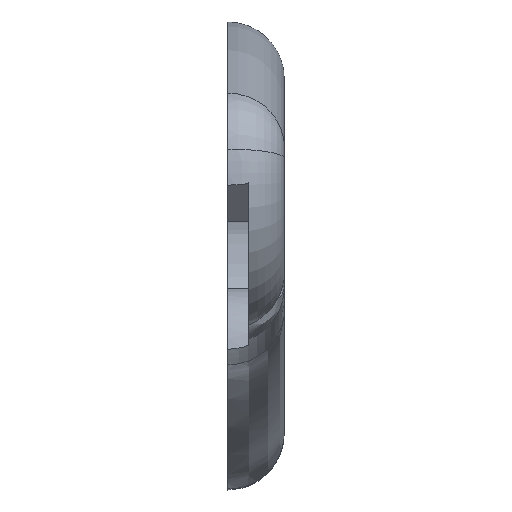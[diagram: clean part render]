
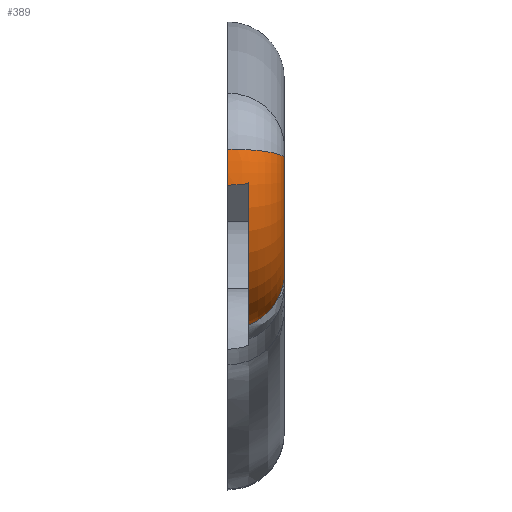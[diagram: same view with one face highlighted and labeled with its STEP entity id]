
A CAD part, top view. The second image highlights one B-rep face of the part: STEP entity #389.
In plain terms, the highlighted toroidal (fillet/blend) face has major radius 13.94 mm and minor radius 8 mm.
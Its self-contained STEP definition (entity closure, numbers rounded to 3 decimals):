
#115 = EDGE_CURVE ( 'NONE', #208, #2309, #2781, .T. ) ;
#124 = CIRCLE ( 'NONE', #1055, 8. ) ;
#136 = CARTESIAN_POINT ( 'NONE',  ( -7.479, 8.295, 23.905 ) ) ;
#144 = EDGE_CURVE ( 'NONE', #2198, #694, #124, .T. ) ;
#161 = CARTESIAN_POINT ( 'NONE',  ( -5.969, 8.384, 23.665 ) ) ;
#167 = EDGE_CURVE ( 'NONE', #489, #502, #1794, .T. ) ;
#200 = CARTESIAN_POINT ( 'NONE',  ( 0., -4.164, 4.345 ) ) ;
#208 = VERTEX_POINT ( 'NONE', #626 ) ;
#285 = CARTESIAN_POINT ( 'NONE',  ( 0., 9.883, 2.023 ) ) ;
#316 = DIRECTION ( 'NONE',  ( 0., 0., -1. ) ) ;
#379 = CARTESIAN_POINT ( 'NONE',  ( -0.039, -4.754, 3.661 ) ) ;
#383 = VERTEX_POINT ( 'NONE', #1042 ) ;
#389 = ADVANCED_FACE ( 'NONE', ( #590 ), #398, .T. ) ;
#398 = TOROIDAL_SURFACE ( 'NONE', #442, 13.94, 8. ) ;
#442 = AXIS2_PLACEMENT_3D ( 'NONE', #1268, #2154, #1926 ) ;
#449 = CARTESIAN_POINT ( 'NONE',  ( -8., 13.373, 23.683 ) ) ;
#453 = CARTESIAN_POINT ( 'NONE',  ( -4.937, -11.426, 2.954 ) ) ;
#489 = VERTEX_POINT ( 'NONE', #2496 ) ;
#490 = CARTESIAN_POINT ( 'NONE',  ( -5., 8.508, 23.334 ) ) ;
#502 = VERTEX_POINT ( 'NONE', #490 ) ;
#514 = CARTESIAN_POINT ( 'NONE',  ( -2.496, -9.876, 3.14 ) ) ;
#559 = DIRECTION ( 'NONE',  ( 0., 0., -1. ) ) ;
#587 = CARTESIAN_POINT ( 'NONE',  ( -0.039, -4.754, 3.661 ) ) ;
#590 = FACE_OUTER_BOUND ( 'NONE', #618, .T. ) ;
#618 = EDGE_LOOP ( 'NONE', ( #2526, #1272, #1139, #1702, #2158, #1045, #2695, #955 ) ) ;
#626 = CARTESIAN_POINT ( 'NONE',  ( -4.937, -11.426, 2.954 ) ) ;
#634 = CIRCLE ( 'NONE', #728, 21.356 ) ;
#640 = CARTESIAN_POINT ( 'NONE',  ( -1.157, -8.168, 3.33 ) ) ;
#681 = AXIS2_PLACEMENT_3D ( 'NONE', #285, #1660, #316 ) ;
#694 = VERTEX_POINT ( 'NONE', #1400 ) ;
#717 = B_SPLINE_CURVE_WITH_KNOTS ( 'NONE', 3,
 ( #833, #200, #1503, #587 ),
 .UNSPECIFIED., .F., .F.,
 ( 4, 4 ),
 ( 0., 0.001 ),
 .UNSPECIFIED. ) ;
#728 = AXIS2_PLACEMENT_3D ( 'NONE', #995, #1883, #559 ) ;
#747 = DIRECTION ( 'NONE',  ( 1., 0., 0. ) ) ;
#759 = CARTESIAN_POINT ( 'NONE',  ( -5., -11.448, 3.054 ) ) ;
#777 = CARTESIAN_POINT ( 'NONE',  ( -8., 9.883, 2.023 ) ) ;
#780 = AXIS2_PLACEMENT_3D ( 'NONE', #777, #747, #2577 ) ;
#805 = CARTESIAN_POINT ( 'NONE',  ( -5.48, 8.437, 23.524 ) ) ;
#819 = CARTESIAN_POINT ( 'NONE',  ( -0.296, -6.171, 3.533 ) ) ;
#833 = CARTESIAN_POINT ( 'NONE',  ( 0., -3.809, 4.636 ) ) ;
#955 = ORIENTED_EDGE ( 'NONE', *, *, #115, .T. ) ;
#962 = EDGE_CURVE ( 'NONE', #383, #694, #2276, .T. ) ;
#995 = CARTESIAN_POINT ( 'NONE',  ( -5., 9.883, 2.023 ) ) ;
#996 = CARTESIAN_POINT ( 'NONE',  ( -4.937, -11.426, 2.954 ) ) ;
#1042 = CARTESIAN_POINT ( 'NONE',  ( 0., -3.809, 4.636 ) ) ;
#1045 = ORIENTED_EDGE ( 'NONE', *, *, #1731, .T. ) ;
#1055 = AXIS2_PLACEMENT_3D ( 'NONE', #2167, #1968, #1711 ) ;
#1082 = CARTESIAN_POINT ( 'NONE',  ( -0.402, -6.52, 3.499 ) ) ;
#1115 = CARTESIAN_POINT ( 'NONE',  ( -4.958, -11.434, 2.987 ) ) ;
#1132 = CARTESIAN_POINT ( 'NONE',  ( -4.979, -11.441, 3.021 ) ) ;
#1139 = ORIENTED_EDGE ( 'NONE', *, *, #144, .F. ) ;
#1253 = B_SPLINE_CURVE_WITH_KNOTS ( 'NONE', 3,
 ( #759, #1132, #1115, #453 ),
 .UNSPECIFIED., .F., .F.,
 ( 4, 4 ),
 ( 0., 0. ),
 .UNSPECIFIED. ) ;
#1268 = CARTESIAN_POINT ( 'NONE',  ( -8., 9.883, 2.023 ) ) ;
#1272 = ORIENTED_EDGE ( 'NONE', *, *, #962, .T. ) ;
#1280 = CARTESIAN_POINT ( 'NONE',  ( -0.66, -7.201, 3.431 ) ) ;
#1293 = CARTESIAN_POINT ( 'NONE',  ( -8., 8.295, 23.905 ) ) ;
#1307 = CARTESIAN_POINT ( 'NONE',  ( -0.811, -7.531, 3.398 ) ) ;
#1400 = CARTESIAN_POINT ( 'NONE',  ( 0., 12.101, 15.785 ) ) ;
#1407 = CARTESIAN_POINT ( 'NONE',  ( -1.996, -9.357, 3.2 ) ) ;
#1490 = CARTESIAN_POINT ( 'NONE',  ( -0.132, -5.469, 3.598 ) ) ;
#1503 = CARTESIAN_POINT ( 'NONE',  ( -0.016, -4.478, 4.019 ) ) ;
#1660 = DIRECTION ( 'NONE',  ( -1., 0., 0. ) ) ;
#1666 = CIRCLE ( 'NONE', #780, 21.94 ) ;
#1681 = CARTESIAN_POINT ( 'NONE',  ( -3.355, -10.553, 3.06 ) ) ;
#1685 = EDGE_CURVE ( 'NONE', #2198, #489, #1666, .T. ) ;
#1702 = ORIENTED_EDGE ( 'NONE', *, *, #1685, .T. ) ;
#1711 = DIRECTION ( 'NONE',  ( 0., -0.159, -0.987 ) ) ;
#1731 = EDGE_CURVE ( 'NONE', #502, #1930, #634, .T. ) ;
#1794 = B_SPLINE_CURVE_WITH_KNOTS ( 'NONE', 3,
 ( #1293, #136, #2179, #161, #805, #2645 ),
 .UNSPECIFIED., .F., .F.,
 ( 4, 2, 4 ),
 ( 0., 0.002, 0.003 ),
 .UNSPECIFIED. ) ;
#1883 = DIRECTION ( 'NONE',  ( 1., 0., 0. ) ) ;
#1884 = CARTESIAN_POINT ( 'NONE',  ( -4.603, -11.287, 2.971 ) ) ;
#1896 = EDGE_CURVE ( 'NONE', #383, #2309, #717, .T. ) ;
#1909 = CARTESIAN_POINT ( 'NONE',  ( -0.039, -4.754, 3.661 ) ) ;
#1926 = DIRECTION ( 'NONE',  ( 0., 0., -1. ) ) ;
#1930 = VERTEX_POINT ( 'NONE', #2412 ) ;
#1968 = DIRECTION ( 'NONE',  ( 0., 0.987, -0.159 ) ) ;
#2154 = DIRECTION ( 'NONE',  ( -1., 0., 0. ) ) ;
#2158 = ORIENTED_EDGE ( 'NONE', *, *, #167, .T. ) ;
#2167 = CARTESIAN_POINT ( 'NONE',  ( -8., 12.101, 15.785 ) ) ;
#2179 = CARTESIAN_POINT ( 'NONE',  ( -6.969, 8.313, 23.856 ) ) ;
#2198 = VERTEX_POINT ( 'NONE', #449 ) ;
#2276 = CIRCLE ( 'NONE', #681, 13.94 ) ;
#2309 = VERTEX_POINT ( 'NONE', #1909 ) ;
#2389 = CARTESIAN_POINT ( 'NONE',  ( -0.074, -5.113, 3.63 ) ) ;
#2412 = CARTESIAN_POINT ( 'NONE',  ( -5., -11.448, 3.054 ) ) ;
#2496 = CARTESIAN_POINT ( 'NONE',  ( -8., 8.295, 23.905 ) ) ;
#2510 = EDGE_CURVE ( 'NONE', #1930, #208, #1253, .T. ) ;
#2526 = ORIENTED_EDGE ( 'NONE', *, *, #1896, .F. ) ;
#2577 = DIRECTION ( 'NONE',  ( 0., 0., -1. ) ) ;
#2578 = CARTESIAN_POINT ( 'NONE',  ( -1.353, -8.478, 3.297 ) ) ;
#2645 = CARTESIAN_POINT ( 'NONE',  ( -5., 8.508, 23.334 ) ) ;
#2695 = ORIENTED_EDGE ( 'NONE', *, *, #2510, .T. ) ;
#2781 = B_SPLINE_CURVE_WITH_KNOTS ( 'NONE', 3,
 ( #996, #1884, #2783, #2799, #1681, #514, #1407, #2578, #640, #1307, #1280, #1082, #819, #1490, #2389, #379 ),
 .UNSPECIFIED., .F., .F.,
 ( 4, 2, 2, 2, 2, 2, 2, 4 ),
 ( 0.016, 0.017, 0.018, 0.02, 0.021, 0.022, 0.024, 0.025 ),
 .UNSPECIFIED. ) ;
#2783 = CARTESIAN_POINT ( 'NONE',  ( -4.28, -11.125, 2.991 ) ) ;
#2799 = CARTESIAN_POINT ( 'NONE',  ( -3.657, -10.759, 3.035 ) ) ;
